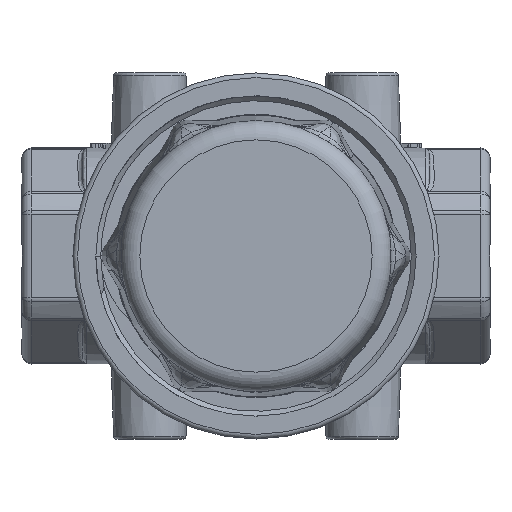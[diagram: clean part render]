
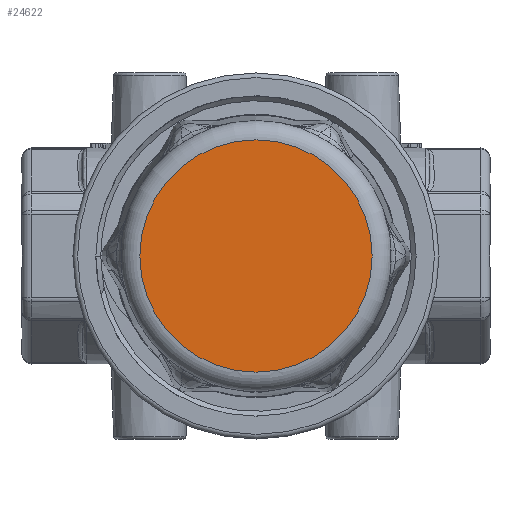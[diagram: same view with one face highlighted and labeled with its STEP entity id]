
A CAD part, front view. The second image highlights one B-rep face of the part: STEP entity #24622.
In plain terms, the highlighted planar face has unit normal (0, -1, 0).
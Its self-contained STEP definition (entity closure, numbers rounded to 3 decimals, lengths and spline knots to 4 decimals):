
#1479=PLANE('',#26720);
#3129=FACE_OUTER_BOUND('',#4645,.T.);
#4645=EDGE_LOOP('',(#23153,#23154));
#5439=CIRCLE('',#26583,0.7522);
#5448=CIRCLE('',#26592,0.7522);
#11784=VERTEX_POINT('',#85430);
#11785=VERTEX_POINT('',#85431);
#15357=EDGE_CURVE('',#11784,#11785,#5439,.T.);
#15381=EDGE_CURVE('',#11785,#11784,#5448,.T.);
#23153=ORIENTED_EDGE('',*,*,#15357,.F.);
#23154=ORIENTED_EDGE('',*,*,#15381,.F.);
#24622=ADVANCED_FACE('',(#3129),#1479,.T.);
#26583=AXIS2_PLACEMENT_3D('',#85432,#31788,#31789);
#26592=AXIS2_PLACEMENT_3D('',#85532,#31806,#31807);
#26720=AXIS2_PLACEMENT_3D('',#90345,#32065,#32066);
#31788=DIRECTION('center_axis',(0.,1.,0.));
#31789=DIRECTION('ref_axis',(-1.,0.,0.));
#31806=DIRECTION('center_axis',(0.,1.,0.));
#31807=DIRECTION('ref_axis',(-1.,0.,0.));
#32065=DIRECTION('center_axis',(0.,-1.,0.));
#32066=DIRECTION('ref_axis',(0.,0.,-1.));
#85430=CARTESIAN_POINT('',(0.7522,-2.825,0.));
#85431=CARTESIAN_POINT('',(0.,-2.825,0.7522));
#85432=CARTESIAN_POINT('Origin',(0.,-2.825,0.));
#85532=CARTESIAN_POINT('Origin',(0.,-2.825,0.));
#90345=CARTESIAN_POINT('Origin',(0.4375,-2.825,0.));
